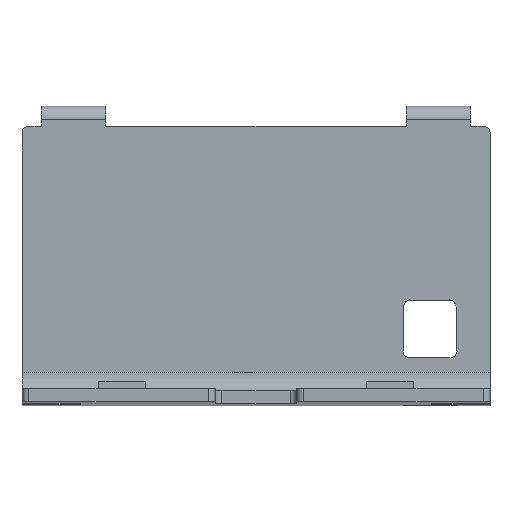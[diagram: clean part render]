
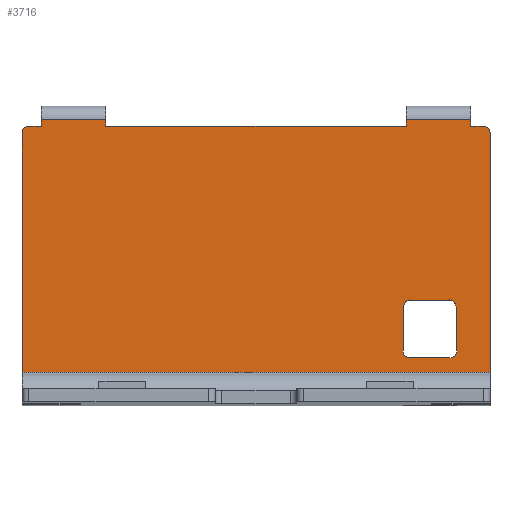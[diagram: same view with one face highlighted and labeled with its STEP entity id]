
A CAD part, front view. The second image highlights one B-rep face of the part: STEP entity #3716.
In plain terms, the highlighted planar face has unit normal (0, -1, 0).
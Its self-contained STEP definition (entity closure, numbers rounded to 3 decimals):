
#267=DIRECTION('',(1.,0.,0.));
#268=VECTOR('',#267,0.95);
#269=CARTESIAN_POINT('',(16.05,-1.,0.));
#270=LINE('',#269,#268);
#274=DIRECTION('',(0.,0.,1.));
#275=VECTOR('',#274,0.5);
#276=CARTESIAN_POINT('',(16.05,-1.,-0.5));
#277=LINE('',#276,#275);
#281=DIRECTION('',(1.,0.,0.));
#282=VECTOR('',#281,22.5);
#283=CARTESIAN_POINT('',(-11.25,-1.,0.));
#284=LINE('',#283,#282);
#288=DIRECTION('',(0.,0.,1.));
#289=VECTOR('',#288,0.5);
#290=CARTESIAN_POINT('',(-11.25,-1.,-0.5));
#291=LINE('',#290,#289);
#295=DIRECTION('',(1.,0.,0.));
#296=VECTOR('',#295,0.95);
#297=CARTESIAN_POINT('',(-17.,-1.,0.));
#298=LINE('',#297,#296);
#302=CARTESIAN_POINT('',(-17.,-1.,0.5));
#303=DIRECTION('',(0.,-1.,0.));
#304=DIRECTION('',(-1.,0.,0.));
#305=AXIS2_PLACEMENT_3D('',#302,#303,#304);
#310=DIRECTION('',(0.,0.,1.));
#311=VECTOR('',#310,17.891);
#312=CARTESIAN_POINT('',(17.5,-1.,0.5));
#313=LINE('',#312,#311);
#317=CARTESIAN_POINT('',(17.,-1.,0.5));
#318=DIRECTION('',(0.,-1.,0.));
#319=DIRECTION('',(0.,0.,-1.));
#320=AXIS2_PLACEMENT_3D('',#317,#318,#319);
#325=DIRECTION('',(1.,0.,0.));
#326=VECTOR('',#325,3.);
#327=CARTESIAN_POINT('',(-14.5,-1.,17.3));
#328=LINE('',#327,#326);
#332=CARTESIAN_POINT('',(-14.5,-1.,16.8));
#333=DIRECTION('',(0.,1.,0.));
#334=DIRECTION('',(-1.,0.,0.));
#335=AXIS2_PLACEMENT_3D('',#332,#333,#334);
#340=DIRECTION('',(0.,0.,-1.));
#341=VECTOR('',#340,3.093);
#342=CARTESIAN_POINT('',(-11.,-1.,16.8));
#343=LINE('',#342,#341);
#347=CARTESIAN_POINT('',(-11.5,-1.,16.8));
#348=DIRECTION('',(0.,1.,0.));
#349=DIRECTION('',(0.,0.,1.));
#350=AXIS2_PLACEMENT_3D('',#347,#348,#349);
#856=DIRECTION('',(0.,0.,1.));
#857=VECTOR('',#856,17.891);
#858=CARTESIAN_POINT('',(-17.5,-1.,0.5));
#859=LINE('',#858,#857);
#1477=DIRECTION('',(1.,0.,0.));
#1478=VECTOR('',#1477,35.);
#1479=CARTESIAN_POINT('',(-17.5,-1.,18.391));
#1480=LINE('',#1479,#1478);
#1864=DIRECTION('',(1.,0.,0.));
#1865=VECTOR('',#1864,3.);
#1866=CARTESIAN_POINT('',(-14.5,-1.,13.));
#1867=LINE('',#1866,#1865);
#1882=CARTESIAN_POINT('',(-11.5,-1.,13.));
#1883=CARTESIAN_POINT('',(-11.399,-1.,13.));
#1884=CARTESIAN_POINT('',(-11.265,-1.,13.066));
#1885=CARTESIAN_POINT('',(-11.121,-1.,13.224));
#1886=CARTESIAN_POINT('',(-11.028,-1.,13.433));
#1887=CARTESIAN_POINT('',(-11.,-1.,13.607));
#1888=CARTESIAN_POINT('',(-11.,-1.,13.707));
#1956=DIRECTION('',(0.,0.,-1.));
#1957=VECTOR('',#1956,3.093);
#1958=CARTESIAN_POINT('',(-15.,-1.,16.8));
#1959=LINE('',#1958,#1957);
#1981=CARTESIAN_POINT('',(-15.,-1.,13.707));
#1982=CARTESIAN_POINT('',(-15.,-1.,13.607));
#1983=CARTESIAN_POINT('',(-14.972,-1.,13.433));
#1984=CARTESIAN_POINT('',(-14.879,-1.,13.224));
#1985=CARTESIAN_POINT('',(-14.735,-1.,13.066));
#1986=CARTESIAN_POINT('',(-14.601,-1.,13.));
#1987=CARTESIAN_POINT('',(-14.5,-1.,13.));
#2717=DIRECTION('',(0.,0.,1.));
#2718=VECTOR('',#2717,0.5);
#2719=CARTESIAN_POINT('',(-16.05,-1.,-0.5));
#2720=LINE('',#2719,#2718);
#2843=DIRECTION('',(-1.,0.,0.));
#2844=VECTOR('',#2843,4.8);
#2845=CARTESIAN_POINT('',(-11.25,-1.,-0.5));
#2846=LINE('',#2845,#2844);
#2914=DIRECTION('',(0.,0.,1.));
#2915=VECTOR('',#2914,0.5);
#2916=CARTESIAN_POINT('',(11.25,-1.,-0.5));
#2917=LINE('',#2916,#2915);
#3003=DIRECTION('',(-1.,0.,0.));
#3004=VECTOR('',#3003,4.8);
#3005=CARTESIAN_POINT('',(16.05,-1.,-0.5));
#3006=LINE('',#3005,#3004);
#3107=VERTEX_POINT('',#1981);
#3108=VERTEX_POINT('',#1987);
#3110=CARTESIAN_POINT('',(11.25,-1.,-0.5));
#3112=VERTEX_POINT('',#3110);
#3135=CARTESIAN_POINT('',(17.,-1.,0.));
#3136=CARTESIAN_POINT('',(17.5,-1.,0.5));
#3137=VERTEX_POINT('',#3135);
#3138=VERTEX_POINT('',#3136);
#3141=CARTESIAN_POINT('',(-17.5,-1.,0.5));
#3142=CARTESIAN_POINT('',(-17.5,-1.,18.391));
#3143=VERTEX_POINT('',#3141);
#3144=VERTEX_POINT('',#3142);
#3157=CARTESIAN_POINT('',(-14.5,-1.,17.3));
#3158=CARTESIAN_POINT('',(-11.5,-1.,17.3));
#3159=VERTEX_POINT('',#3157);
#3160=VERTEX_POINT('',#3158);
#3219=CARTESIAN_POINT('',(16.05,-1.,0.));
#3221=VERTEX_POINT('',#3219);
#3227=CARTESIAN_POINT('',(17.5,-1.,18.391));
#3228=VERTEX_POINT('',#3227);
#3233=CARTESIAN_POINT('',(-11.25,-1.,0.));
#3234=CARTESIAN_POINT('',(11.25,-1.,0.));
#3235=VERTEX_POINT('',#3233);
#3236=VERTEX_POINT('',#3234);
#3246=CARTESIAN_POINT('',(-17.,-1.,0.));
#3247=CARTESIAN_POINT('',(-16.05,-1.,0.));
#3248=VERTEX_POINT('',#3246);
#3249=VERTEX_POINT('',#3247);
#3267=CARTESIAN_POINT('',(-11.5,-1.,13.));
#3268=VERTEX_POINT('',#3267);
#3270=CARTESIAN_POINT('',(-16.05,-1.,-0.5));
#3272=VERTEX_POINT('',#3270);
#3291=CARTESIAN_POINT('',(16.05,-1.,-0.5));
#3292=VERTEX_POINT('',#3291);
#3313=VERTEX_POINT('',#1888);
#3320=CARTESIAN_POINT('',(-11.,-1.,16.8));
#3321=VERTEX_POINT('',#3320);
#3333=CARTESIAN_POINT('',(-11.25,-1.,-0.5));
#3334=VERTEX_POINT('',#3333);
#3368=CARTESIAN_POINT('',(-15.,-1.,16.8));
#3369=VERTEX_POINT('',#3368);
#3664=CARTESIAN_POINT('',(17.5,-1.,18.391));
#3665=DIRECTION('',(0.,1.,0.));
#3666=DIRECTION('',(0.,0.,1.));
#3667=AXIS2_PLACEMENT_3D('',#3664,#3665,#3666);
#3668=PLANE('',#3667);
#3670=ORIENTED_EDGE('',*,*,#3669,.F.);
#3672=ORIENTED_EDGE('',*,*,#3671,.F.);
#3674=ORIENTED_EDGE('',*,*,#3673,.T.);
#3676=ORIENTED_EDGE('',*,*,#3675,.T.);
#3678=ORIENTED_EDGE('',*,*,#3677,.F.);
#3680=ORIENTED_EDGE('',*,*,#3679,.F.);
#3682=ORIENTED_EDGE('',*,*,#3681,.T.);
#3684=ORIENTED_EDGE('',*,*,#3683,.T.);
#3686=ORIENTED_EDGE('',*,*,#3685,.F.);
#3688=ORIENTED_EDGE('',*,*,#3687,.F.);
#3690=ORIENTED_EDGE('',*,*,#3689,.T.);
#3692=ORIENTED_EDGE('',*,*,#3691,.T.);
#3693=ORIENTED_EDGE('',*,*,#3636,.F.);
#3695=ORIENTED_EDGE('',*,*,#3694,.F.);
#3696=EDGE_LOOP('',(#3670,#3672,#3674,#3676,#3678,#3680,#3682,#3684,#3686,#3688,
#3690,#3692,#3693,#3695));
#3697=FACE_OUTER_BOUND('',#3696,.F.);
#3699=ORIENTED_EDGE('',*,*,#3698,.F.);
#3701=ORIENTED_EDGE('',*,*,#3700,.F.);
#3703=ORIENTED_EDGE('',*,*,#3702,.T.);
#3705=ORIENTED_EDGE('',*,*,#3704,.T.);
#3707=ORIENTED_EDGE('',*,*,#3706,.T.);
#3709=ORIENTED_EDGE('',*,*,#3708,.T.);
#3711=ORIENTED_EDGE('',*,*,#3710,.F.);
#3713=ORIENTED_EDGE('',*,*,#3712,.F.);
#3714=EDGE_LOOP('',(#3699,#3701,#3703,#3705,#3707,#3709,#3711,#3713));
#3715=FACE_BOUND('',#3714,.F.);
#306=CIRCLE('',#305,0.5);
#321=CIRCLE('',#320,0.5);
#336=CIRCLE('',#335,0.5);
#351=CIRCLE('',#350,0.5);
#1889=B_SPLINE_CURVE_WITH_KNOTS('',3,(#1882,#1883,#1884,#1885,#1886,#1887,
#1888),.UNSPECIFIED.,.F.,.F.,(4,1,1,1,4),(0.,0.25,0.5,0.75,1.),
.UNSPECIFIED.);
#1988=B_SPLINE_CURVE_WITH_KNOTS('',3,(#1981,#1982,#1983,#1984,#1985,#1986,
#1987),.UNSPECIFIED.,.F.,.F.,(4,1,1,1,4),(0.,0.25,0.5,0.75,1.),
.UNSPECIFIED.);
#3636=EDGE_CURVE('',#3138,#3228,#313,.T.);
#3669=EDGE_CURVE('',#3221,#3137,#270,.T.);
#3671=EDGE_CURVE('',#3292,#3221,#277,.T.);
#3673=EDGE_CURVE('',#3292,#3112,#3006,.T.);
#3675=EDGE_CURVE('',#3112,#3236,#2917,.T.);
#3677=EDGE_CURVE('',#3235,#3236,#284,.T.);
#3679=EDGE_CURVE('',#3334,#3235,#291,.T.);
#3681=EDGE_CURVE('',#3334,#3272,#2846,.T.);
#3683=EDGE_CURVE('',#3272,#3249,#2720,.T.);
#3685=EDGE_CURVE('',#3248,#3249,#298,.T.);
#3687=EDGE_CURVE('',#3143,#3248,#306,.T.);
#3689=EDGE_CURVE('',#3143,#3144,#859,.T.);
#3691=EDGE_CURVE('',#3144,#3228,#1480,.T.);
#3694=EDGE_CURVE('',#3137,#3138,#321,.T.);
#3698=EDGE_CURVE('',#3159,#3160,#328,.T.);
#3700=EDGE_CURVE('',#3369,#3159,#336,.T.);
#3702=EDGE_CURVE('',#3369,#3107,#1959,.T.);
#3704=EDGE_CURVE('',#3107,#3108,#1988,.T.);
#3706=EDGE_CURVE('',#3108,#3268,#1867,.T.);
#3708=EDGE_CURVE('',#3268,#3313,#1889,.T.);
#3710=EDGE_CURVE('',#3321,#3313,#343,.T.);
#3712=EDGE_CURVE('',#3160,#3321,#351,.T.);
#3716=ADVANCED_FACE('',(#3697,#3715),#3668,.F.);
